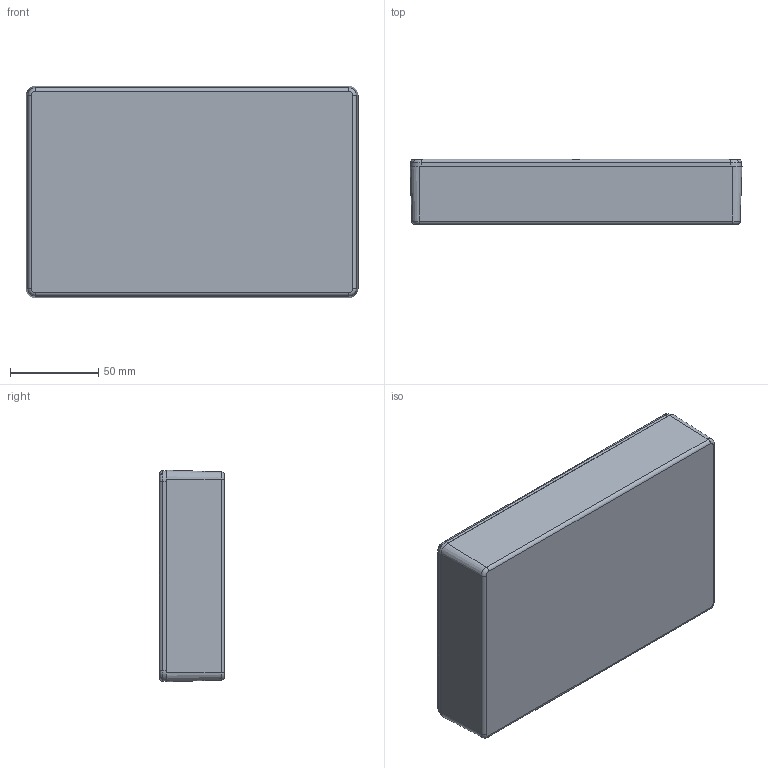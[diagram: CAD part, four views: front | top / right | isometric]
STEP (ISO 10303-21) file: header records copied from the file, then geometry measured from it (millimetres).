
FILE_DESCRIPTION(/* description */ (''),/* implementation_level */ '2;1');
FILE_NAME(/* name */ '1590DD.iam.stp',/* time_stamp */ '2014-07-28T13:47:06-04:00',/* author */ ('coop'),/* organization */ (''),/* preprocessor_version */ 'ST-DEVELOPER v15.2',/* originating_system */ 'Autodesk Inventor 2014',/* authorisation */ '');
FILE_SCHEMA (('AUTOMOTIVE_DESIGN { 1 0 10303 214 3 1 1 }'));
Products named in the file (4): 1590DD BOX; 1590D-DD-E LID; #27896; 1590DD
Bounding box: 188 x 37 x 120 mm (x, y, z)
Volume: 166712.1 mm3; surface area: 132763.5 mm2
Topology: 8 solids, 8 shells, 768 faces, 2029 edges, 1326 vertices
Faces by surface type: plane 383, bspline 241, cone 76, cylinder 46, torus 22
Full cylindrical faces by diameter (mm): 2.642 x6, 3.378 x6, 4 x6
Entity records: 27861 total; most frequent: CARTESIAN_POINT 13530, ORIENTED_EDGE 3316, DIRECTION 2233, EDGE_CURVE 1658, VERTEX_POINT 1093, LINE 903, VECTOR 903, EDGE_LOOP 727
